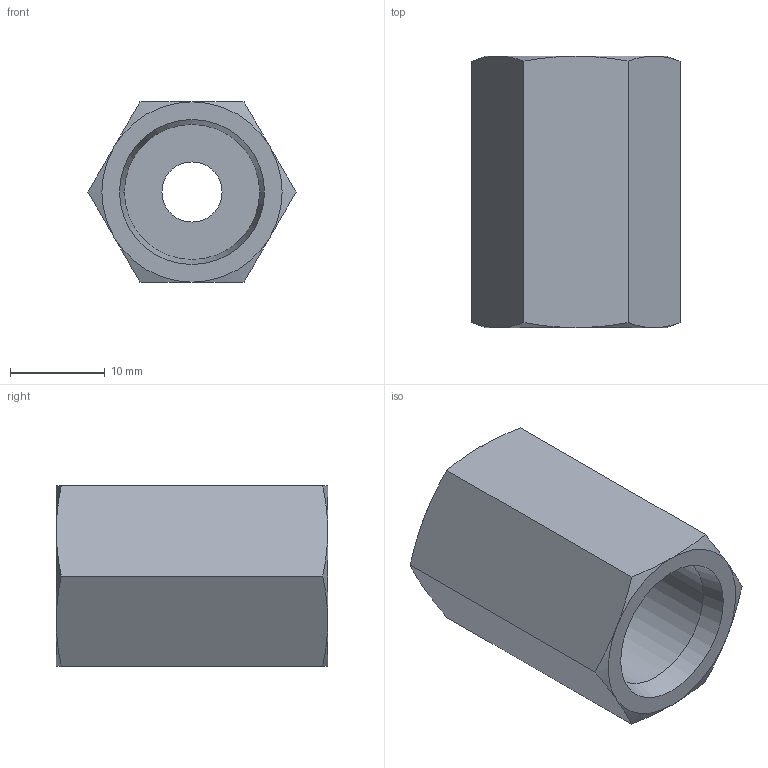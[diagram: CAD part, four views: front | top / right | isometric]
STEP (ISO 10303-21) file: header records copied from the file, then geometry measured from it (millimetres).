
FILE_DESCRIPTION((''),'2;1');
FILE_NAME('ILC30802266','2005-08-25T',('KR'),(''),'PRO/ENGINEER BY PARAMETRIC TECHNOLOGY CORPORATION, 2004290','PRO/ENGINEER BY PARAMETRIC TECHNOLOGY CORPORATION, 2004290','');
FILE_SCHEMA(('AUTOMOTIVE_DESIGN_CC2 { 1 2 10303 214 -1 1 5 2 }'));
Length unit declared in the file: inch
Products named in the file (1): ILC30802266
Bounding box: 22 x 28.7 x 19.05 mm (x, y, z)
Volume: 4774.9 mm3; surface area: 3609.2 mm2
Topology: 1 solids, 1 shells, 32 faces, 68 edges, 40 vertices
Faces by surface type: cone 16, plane 10, cylinder 6
Entity records: 1287 total; most frequent: CARTESIAN_POINT 284, DIRECTION 136, ORIENTED_EDGE 136, COLOUR_RGB 106, PRESENTATION_STYLE_ASSIGNMENT 69, STYLED_ITEM 69, CURVE_STYLE 68, EDGE_CURVE 68
